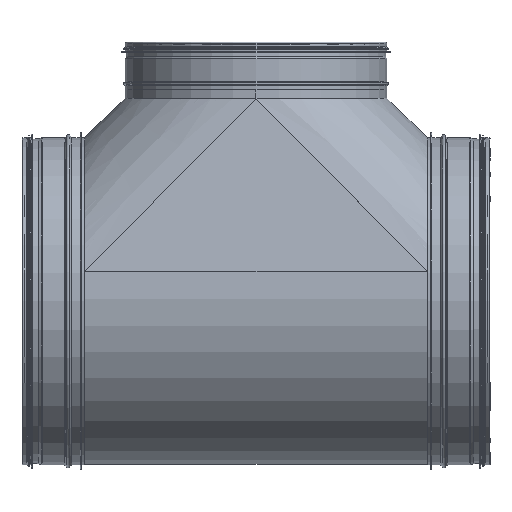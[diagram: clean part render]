
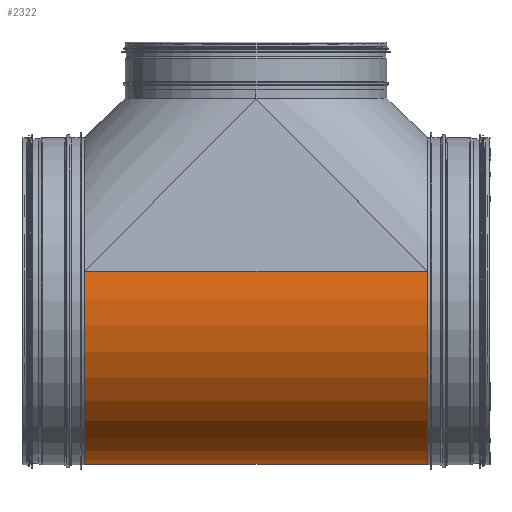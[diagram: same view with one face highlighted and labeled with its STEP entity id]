
A CAD part, front view. The second image highlights one B-rep face of the part: STEP entity #2322.
In plain terms, the highlighted cylindrical face has radius 249.375 mm (diameter 498.75 mm), a partial arc.
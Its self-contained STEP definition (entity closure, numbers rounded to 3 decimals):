
#2202=CARTESIAN_POINT('',(-245.199,45.445,0.0));
#2203=VERTEX_POINT('',#2202);
#2210=CARTESIAN_POINT('',(-245.199,45.445,522.0));
#2211=VERTEX_POINT('',#2210);
#2212=CARTESIAN_POINT('',(-245.199,45.445,0.0));
#2213=DIRECTION('',(0.0,0.0,1.0));
#2214=VECTOR('',#2213,522.0);
#2215=LINE('',#2212,#2214);
#2216=EDGE_CURVE('',#2203,#2211,#2215,.T.);
#2273=CARTESIAN_POINT('',(245.199,45.445,0.0));
#2274=VERTEX_POINT('',#2273);
#2282=CARTESIAN_POINT('',(245.199,45.445,522.0));
#2283=VERTEX_POINT('',#2282);
#2290=CARTESIAN_POINT('',(245.199,45.445,0.0));
#2291=DIRECTION('',(0.0,0.0,1.0));
#2292=VECTOR('',#2291,522.0);
#2293=LINE('',#2290,#2292);
#2294=EDGE_CURVE('',#2274,#2283,#2293,.T.);
#2299=CARTESIAN_POINT('',(0.0,0.0,0.0));
#2300=DIRECTION('',(0.0,0.0,1.0));
#2301=DIRECTION('',(-0.983,0.182,0.0));
#2302=AXIS2_PLACEMENT_3D('',#2299,#2300,#2301);
#2303=CYLINDRICAL_SURFACE('',#2302,249.375);
#2304=CARTESIAN_POINT('',(0.0,0.0,0.0));
#2305=DIRECTION('',(0.0,0.0,1.0));
#2306=DIRECTION('',(-0.983,0.182,0.0));
#2307=AXIS2_PLACEMENT_3D('',#2304,#2305,#2306);
#2308=CIRCLE('',#2307,249.375);
#2309=EDGE_CURVE('',#2203,#2274,#2308,.T.);
#2310=ORIENTED_EDGE('',*,*,#2309,.T.);
#2311=ORIENTED_EDGE('',*,*,#2294,.T.);
#2312=CARTESIAN_POINT('',(0.0,0.0,522.0));
#2313=DIRECTION('',(0.0,0.0,1.0));
#2314=DIRECTION('',(-0.983,0.182,0.0));
#2315=AXIS2_PLACEMENT_3D('',#2312,#2313,#2314);
#2316=CIRCLE('',#2315,249.375);
#2317=EDGE_CURVE('',#2211,#2283,#2316,.T.);
#2318=ORIENTED_EDGE('',*,*,#2317,.F.);
#2319=ORIENTED_EDGE('',*,*,#2216,.F.);
#2320=EDGE_LOOP('',(#2310,#2311,#2318,#2319));
#2321=FACE_OUTER_BOUND('',#2320,.T.);
#2322=ADVANCED_FACE('',(#2321),#2303,.T.);
